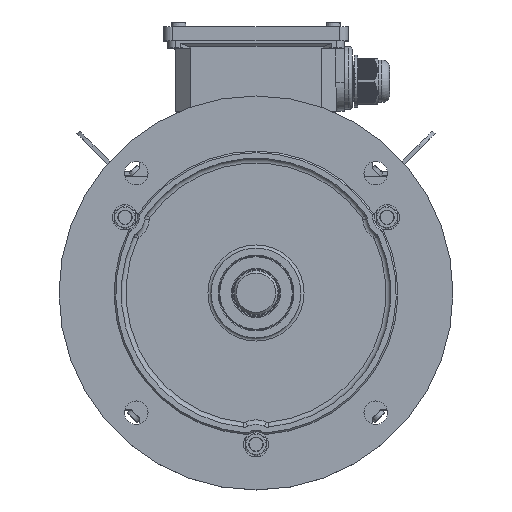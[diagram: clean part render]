
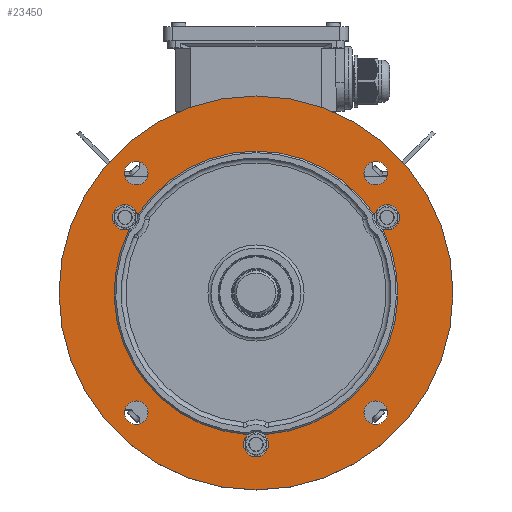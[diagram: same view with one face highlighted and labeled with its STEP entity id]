
A CAD part, top view. The second image highlights one B-rep face of the part: STEP entity #23450.
In plain terms, the highlighted planar face has unit normal (0, 0, 1).
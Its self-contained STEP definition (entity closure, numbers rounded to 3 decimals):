
#23450=ADVANCED_FACE('',(#30587,#30588,#30589,#30590,#30591,#30592),#25862,
 .T.);
#25862=PLANE('',#97363);
#28935=CIRCLE('',#97259,8.);
#28939=CIRCLE('',#97265,8.);
#28947=CIRCLE('',#97276,8.);
#28994=CIRCLE('',#97349,7.5);
#28995=CIRCLE('',#97350,7.5);
#28996=CIRCLE('',#97351,4.);
#28997=CIRCLE('',#97352,90.);
#28998=CIRCLE('',#97353,4.);
#28999=CIRCLE('',#97354,4.);
#29000=CIRCLE('',#97355,90.);
#29001=CIRCLE('',#97356,4.);
#29002=CIRCLE('',#97357,4.);
#29003=CIRCLE('',#97358,90.);
#29004=CIRCLE('',#97359,4.);
#29005=CIRCLE('',#97360,125.);
#29006=CIRCLE('',#97361,7.5);
#29007=CIRCLE('',#97362,7.5);
#30587=FACE_BOUND('',#35623,.T.);
#30588=FACE_BOUND('',#35624,.T.);
#30589=FACE_BOUND('',#35625,.T.);
#30590=FACE_BOUND('',#35626,.T.);
#30591=FACE_BOUND('',#35627,.T.);
#30592=FACE_BOUND('',#35628,.T.);
#35623=EDGE_LOOP('',(#57719));
#35624=EDGE_LOOP('',(#57720));
#35625=EDGE_LOOP('',(#57721,#57722,#57723,#57724,#57725,#57726,#57727,#57728,
#57729,#57730,#57731,#57732));
#35626=EDGE_LOOP('',(#57733));
#35627=EDGE_LOOP('',(#57734));
#35628=EDGE_LOOP('',(#57735));
#57719=ORIENTED_EDGE('',*,*,#77476,.T.);
#57720=ORIENTED_EDGE('',*,*,#77477,.T.);
#57721=ORIENTED_EDGE('',*,*,#77333,.F.);
#57722=ORIENTED_EDGE('',*,*,#77478,.T.);
#57723=ORIENTED_EDGE('',*,*,#77479,.T.);
#57724=ORIENTED_EDGE('',*,*,#77480,.T.);
#57725=ORIENTED_EDGE('',*,*,#77351,.F.);
#57726=ORIENTED_EDGE('',*,*,#77481,.T.);
#57727=ORIENTED_EDGE('',*,*,#77482,.T.);
#57728=ORIENTED_EDGE('',*,*,#77483,.T.);
#57729=ORIENTED_EDGE('',*,*,#77327,.F.);
#57730=ORIENTED_EDGE('',*,*,#77484,.T.);
#57731=ORIENTED_EDGE('',*,*,#77485,.T.);
#57732=ORIENTED_EDGE('',*,*,#77486,.T.);
#57733=ORIENTED_EDGE('',*,*,#77487,.F.);
#57734=ORIENTED_EDGE('',*,*,#77488,.T.);
#57735=ORIENTED_EDGE('',*,*,#77489,.T.);
#66116=VERTEX_POINT('',#193896);
#66119=VERTEX_POINT('',#193901);
#66122=VERTEX_POINT('',#193910);
#66125=VERTEX_POINT('',#193915);
#66136=VERTEX_POINT('',#193945);
#66139=VERTEX_POINT('',#193950);
#66247=VERTEX_POINT('',#194667);
#66248=VERTEX_POINT('',#194669);
#66249=VERTEX_POINT('',#194671);
#66250=VERTEX_POINT('',#194673);
#66251=VERTEX_POINT('',#194676);
#66252=VERTEX_POINT('',#194678);
#66253=VERTEX_POINT('',#194681);
#66254=VERTEX_POINT('',#194683);
#66255=VERTEX_POINT('',#194686);
#66256=VERTEX_POINT('',#194688);
#66257=VERTEX_POINT('',#194690);
#77327=EDGE_CURVE('',#66119,#66116,#28935,.T.);
#77333=EDGE_CURVE('',#66125,#66122,#28939,.T.);
#77351=EDGE_CURVE('',#66139,#66136,#28947,.T.);
#77476=EDGE_CURVE('',#66247,#66247,#28994,.T.);
#77477=EDGE_CURVE('',#66248,#66248,#28995,.T.);
#77478=EDGE_CURVE('',#66125,#66249,#28996,.T.);
#77479=EDGE_CURVE('',#66249,#66250,#28997,.T.);
#77480=EDGE_CURVE('',#66250,#66136,#28998,.T.);
#77481=EDGE_CURVE('',#66139,#66251,#28999,.T.);
#77482=EDGE_CURVE('',#66251,#66252,#29000,.T.);
#77483=EDGE_CURVE('',#66252,#66116,#29001,.T.);
#77484=EDGE_CURVE('',#66119,#66253,#29002,.T.);
#77485=EDGE_CURVE('',#66253,#66254,#29003,.T.);
#77486=EDGE_CURVE('',#66254,#66122,#29004,.T.);
#77487=EDGE_CURVE('',#66255,#66255,#29005,.T.);
#77488=EDGE_CURVE('',#66256,#66256,#29006,.T.);
#77489=EDGE_CURVE('',#66257,#66257,#29007,.T.);
#97259=AXIS2_PLACEMENT_3D('',#193902,#117581,#117582);
#97265=AXIS2_PLACEMENT_3D('',#193916,#117595,#117596);
#97276=AXIS2_PLACEMENT_3D('',#193951,#117627,#117628);
#97349=AXIS2_PLACEMENT_3D('',#194666,#117789,#117790);
#97350=AXIS2_PLACEMENT_3D('',#194668,#117791,#117792);
#97351=AXIS2_PLACEMENT_3D('',#194670,#117793,#117794);
#97352=AXIS2_PLACEMENT_3D('',#194672,#117795,#117796);
#97353=AXIS2_PLACEMENT_3D('',#194674,#117797,#117798);
#97354=AXIS2_PLACEMENT_3D('',#194675,#117799,#117800);
#97355=AXIS2_PLACEMENT_3D('',#194677,#117801,#117802);
#97356=AXIS2_PLACEMENT_3D('',#194679,#117803,#117804);
#97357=AXIS2_PLACEMENT_3D('',#194680,#117805,#117806);
#97358=AXIS2_PLACEMENT_3D('',#194682,#117807,#117808);
#97359=AXIS2_PLACEMENT_3D('',#194684,#117809,#117810);
#97360=AXIS2_PLACEMENT_3D('',#194685,#117811,#117812);
#97361=AXIS2_PLACEMENT_3D('',#194687,#117813,#117814);
#97362=AXIS2_PLACEMENT_3D('',#194689,#117815,#117816);
#97363=AXIS2_PLACEMENT_3D('',#194691,#117817,#117818);
#117581=DIRECTION('',(0.,0.,1.));
#117582=DIRECTION('',(1.,0.,0.));
#117595=DIRECTION('',(0.,0.,1.));
#117596=DIRECTION('',(1.,0.,0.));
#117627=DIRECTION('',(0.,0.,1.));
#117628=DIRECTION('',(1.,0.,0.));
#117789=DIRECTION('',(0.,0.,-1.));
#117790=DIRECTION('',(1.,0.,0.));
#117791=DIRECTION('',(0.,0.,-1.));
#117792=DIRECTION('',(1.,0.,0.));
#117793=DIRECTION('',(0.,0.,-1.));
#117794=DIRECTION('',(1.,0.,0.));
#117795=DIRECTION('',(0.,0.,-1.));
#117796=DIRECTION('',(1.,0.,0.));
#117797=DIRECTION('',(0.,0.,-1.));
#117798=DIRECTION('',(1.,0.,0.));
#117799=DIRECTION('',(0.,0.,-1.));
#117800=DIRECTION('',(1.,0.,0.));
#117801=DIRECTION('',(0.,0.,-1.));
#117802=DIRECTION('',(1.,0.,0.));
#117803=DIRECTION('',(0.,0.,-1.));
#117804=DIRECTION('',(1.,0.,0.));
#117805=DIRECTION('',(0.,0.,-1.));
#117806=DIRECTION('',(1.,0.,0.));
#117807=DIRECTION('',(0.,0.,-1.));
#117808=DIRECTION('',(1.,0.,0.));
#117809=DIRECTION('',(0.,0.,-1.));
#117810=DIRECTION('',(1.,0.,0.));
#117811=DIRECTION('',(0.,0.,-1.));
#117812=DIRECTION('',(-1.,0.,0.));
#117813=DIRECTION('',(0.,0.,-1.));
#117814=DIRECTION('',(1.,0.,0.));
#117815=DIRECTION('',(0.,0.,-1.));
#117816=DIRECTION('',(1.,0.,0.));
#117817=DIRECTION('',(0.,0.,1.));
#117818=DIRECTION('',(1.,0.,0.));
#193896=CARTESIAN_POINT('',(-79.324,40.968,247.));
#193901=CARTESIAN_POINT('',(-75.141,48.213,247.));
#193902=CARTESIAN_POINT('',(-83.138,48.,247.));
#193910=CARTESIAN_POINT('',(75.141,48.213,247.));
#193915=CARTESIAN_POINT('',(79.324,40.968,247.));
#193916=CARTESIAN_POINT('',(83.138,48.,247.));
#193945=CARTESIAN_POINT('',(4.183,-89.181,247.));
#193950=CARTESIAN_POINT('',(-4.183,-89.181,247.));
#193951=CARTESIAN_POINT('',(0.,-96.,247.));
#194666=CARTESIAN_POINT('',(76.014,-76.014,247.));
#194667=CARTESIAN_POINT('',(83.514,-76.014,247.));
#194668=CARTESIAN_POINT('',(-76.014,76.014,247.));
#194669=CARTESIAN_POINT('',(-68.514,76.014,247.));
#194670=CARTESIAN_POINT('',(77.417,37.452,247.));
#194671=CARTESIAN_POINT('',(81.018,39.194,247.));
#194672=CARTESIAN_POINT('',(0.,0.,247.));
#194673=CARTESIAN_POINT('',(6.566,-89.76,247.));
#194674=CARTESIAN_POINT('',(6.274,-85.771,247.));
#194675=CARTESIAN_POINT('',(-6.274,-85.771,247.));
#194676=CARTESIAN_POINT('',(-6.566,-89.76,247.));
#194677=CARTESIAN_POINT('',(0.,0.,247.));
#194678=CARTESIAN_POINT('',(-81.018,39.194,247.));
#194679=CARTESIAN_POINT('',(-77.417,37.452,247.));
#194680=CARTESIAN_POINT('',(-71.143,48.319,247.));
#194681=CARTESIAN_POINT('',(-74.452,50.566,247.));
#194682=CARTESIAN_POINT('',(0.,0.,247.));
#194683=CARTESIAN_POINT('',(74.452,50.566,247.));
#194684=CARTESIAN_POINT('',(71.143,48.319,247.));
#194685=CARTESIAN_POINT('',(0.,0.,247.));
#194686=CARTESIAN_POINT('',(-125.,0.,247.));
#194687=CARTESIAN_POINT('',(76.014,76.014,247.));
#194688=CARTESIAN_POINT('',(83.514,76.014,247.));
#194689=CARTESIAN_POINT('',(-76.014,-76.014,247.));
#194690=CARTESIAN_POINT('',(-68.514,-76.014,247.));
#194691=CARTESIAN_POINT('',(0.,125.,247.));
